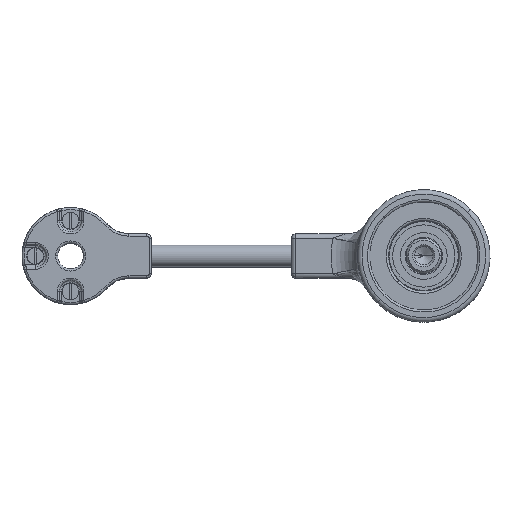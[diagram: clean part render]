
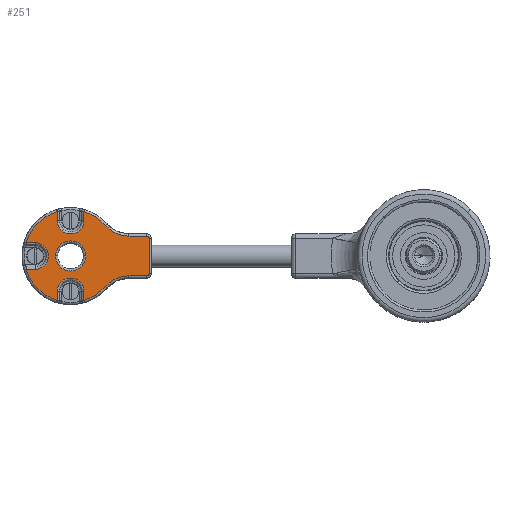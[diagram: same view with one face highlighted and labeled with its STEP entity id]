
A CAD part, top view. The second image highlights one B-rep face of the part: STEP entity #251.
In plain terms, the highlighted planar face has unit normal (0, 0, 1).
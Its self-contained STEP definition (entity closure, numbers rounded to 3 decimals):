
#222 = VERTEX_POINT('',#223);
#223 = CARTESIAN_POINT('',(3.4,0.,43.));
#232 = VERTEX_POINT('',#233);
#233 = CARTESIAN_POINT('',(-3.4,0.,43.));
#240 = EDGE_CURVE('',#222,#232,#241,.T.);
#241 = CIRCLE('',#242,3.4);
#242 = AXIS2_PLACEMENT_3D('',#243,#244,#245);
#243 = CARTESIAN_POINT('',(0.,0.,43.));
#244 = DIRECTION('',(0.,0.,-1.));
#245 = DIRECTION('',(1.,0.,0.));
#251 = ADVANCED_FACE('',(#252,#425),#435,.T.);
#252 = FACE_BOUND('',#253,.F.);
#253 = EDGE_LOOP('',(#254,#265,#273,#282,#290,#299,#307,#316,#325,#333,
    #342,#350,#359,#367,#376,#384,#393,#401,#410,#418));
#254 = ORIENTED_EDGE('',*,*,#255,.F.);
#255 = EDGE_CURVE('',#256,#258,#260,.T.);
#256 = VERTEX_POINT('',#257);
#257 = CARTESIAN_POINT('',(13.232,4.5,43.));
#258 = VERTEX_POINT('',#259);
#259 = CARTESIAN_POINT('',(7.898,6.919,43.));
#260 = CIRCLE('',#261,7.091);
#261 = AXIS2_PLACEMENT_3D('',#262,#263,#264);
#262 = CARTESIAN_POINT('',(13.232,11.591,43.));
#263 = DIRECTION('',(0.,0.,-1.));
#264 = DIRECTION('',(0.,-1.,0.));
#265 = ORIENTED_EDGE('',*,*,#266,.F.);
#266 = EDGE_CURVE('',#267,#256,#269,.T.);
#267 = VERTEX_POINT('',#268);
#268 = CARTESIAN_POINT('',(17.274,4.5,43.));
#269 = LINE('',#270,#271);
#270 = CARTESIAN_POINT('',(17.274,4.5,43.));
#271 = VECTOR('',#272,1.);
#272 = DIRECTION('',(-1.,0.,0.));
#273 = ORIENTED_EDGE('',*,*,#274,.F.);
#274 = EDGE_CURVE('',#275,#267,#277,.T.);
#275 = VERTEX_POINT('',#276);
#276 = CARTESIAN_POINT('',(17.774,4.,43.));
#277 = CIRCLE('',#278,0.5);
#278 = AXIS2_PLACEMENT_3D('',#279,#280,#281);
#279 = CARTESIAN_POINT('',(17.274,4.,43.));
#280 = DIRECTION('',(0.,0.,1.));
#281 = DIRECTION('',(1.,0.,-0.));
#282 = ORIENTED_EDGE('',*,*,#283,.F.);
#283 = EDGE_CURVE('',#284,#275,#286,.T.);
#284 = VERTEX_POINT('',#285);
#285 = CARTESIAN_POINT('',(17.774,-4.,43.));
#286 = LINE('',#287,#288);
#287 = CARTESIAN_POINT('',(17.774,-4.,43.));
#288 = VECTOR('',#289,1.);
#289 = DIRECTION('',(0.,1.,0.));
#290 = ORIENTED_EDGE('',*,*,#291,.F.);
#291 = EDGE_CURVE('',#292,#284,#294,.T.);
#292 = VERTEX_POINT('',#293);
#293 = CARTESIAN_POINT('',(17.274,-4.5,43.));
#294 = CIRCLE('',#295,0.5);
#295 = AXIS2_PLACEMENT_3D('',#296,#297,#298);
#296 = CARTESIAN_POINT('',(17.274,-4.,43.));
#297 = DIRECTION('',(0.,0.,1.));
#298 = DIRECTION('',(0.,-1.,0.));
#299 = ORIENTED_EDGE('',*,*,#300,.F.);
#300 = EDGE_CURVE('',#301,#292,#303,.T.);
#301 = VERTEX_POINT('',#302);
#302 = CARTESIAN_POINT('',(13.232,-4.5,43.));
#303 = LINE('',#304,#305);
#304 = CARTESIAN_POINT('',(13.232,-4.5,43.));
#305 = VECTOR('',#306,1.);
#306 = DIRECTION('',(1.,0.,0.));
#307 = ORIENTED_EDGE('',*,*,#308,.F.);
#308 = EDGE_CURVE('',#309,#301,#311,.T.);
#309 = VERTEX_POINT('',#310);
#310 = CARTESIAN_POINT('',(7.898,-6.919,43.));
#311 = CIRCLE('',#312,7.091);
#312 = AXIS2_PLACEMENT_3D('',#313,#314,#315);
#313 = CARTESIAN_POINT('',(13.232,-11.591,43.));
#314 = DIRECTION('',(0.,0.,-1.));
#315 = DIRECTION('',(-0.752,0.659,0.));
#316 = ORIENTED_EDGE('',*,*,#317,.F.);
#317 = EDGE_CURVE('',#318,#309,#320,.T.);
#318 = VERTEX_POINT('',#319);
#319 = CARTESIAN_POINT('',(3.,-10.062,43.));
#320 = CIRCLE('',#321,10.5);
#321 = AXIS2_PLACEMENT_3D('',#322,#323,#324);
#322 = CARTESIAN_POINT('',(0.,0.,43.));
#323 = DIRECTION('',(0.,0.,1.));
#324 = DIRECTION('',(0.286,-0.958,0.));
#325 = ORIENTED_EDGE('',*,*,#326,.F.);
#326 = EDGE_CURVE('',#327,#318,#329,.T.);
#327 = VERTEX_POINT('',#328);
#328 = CARTESIAN_POINT('',(3.,-8.,43.));
#329 = LINE('',#330,#331);
#330 = CARTESIAN_POINT('',(3.,-8.,43.));
#331 = VECTOR('',#332,1.);
#332 = DIRECTION('',(0.,-1.,0.));
#333 = ORIENTED_EDGE('',*,*,#334,.F.);
#334 = EDGE_CURVE('',#335,#327,#337,.T.);
#335 = VERTEX_POINT('',#336);
#336 = CARTESIAN_POINT('',(-3.,-8.,43.));
#337 = CIRCLE('',#338,3.);
#338 = AXIS2_PLACEMENT_3D('',#339,#340,#341);
#339 = CARTESIAN_POINT('',(0.,-8.,43.));
#340 = DIRECTION('',(0.,0.,-1.));
#341 = DIRECTION('',(-1.,0.,0.));
#342 = ORIENTED_EDGE('',*,*,#343,.F.);
#343 = EDGE_CURVE('',#344,#335,#346,.T.);
#344 = VERTEX_POINT('',#345);
#345 = CARTESIAN_POINT('',(-3.,-10.062,43.));
#346 = LINE('',#347,#348);
#347 = CARTESIAN_POINT('',(-3.,-10.062,43.));
#348 = VECTOR('',#349,1.);
#349 = DIRECTION('',(0.,1.,0.));
#350 = ORIENTED_EDGE('',*,*,#351,.F.);
#351 = EDGE_CURVE('',#352,#344,#354,.T.);
#352 = VERTEX_POINT('',#353);
#353 = CARTESIAN_POINT('',(-10.062,-3.,43.));
#354 = CIRCLE('',#355,10.5);
#355 = AXIS2_PLACEMENT_3D('',#356,#357,#358);
#356 = CARTESIAN_POINT('',(0.,0.,43.));
#357 = DIRECTION('',(0.,0.,1.));
#358 = DIRECTION('',(-0.958,-0.286,0.));
#359 = ORIENTED_EDGE('',*,*,#360,.F.);
#360 = EDGE_CURVE('',#361,#352,#363,.T.);
#361 = VERTEX_POINT('',#362);
#362 = CARTESIAN_POINT('',(-8.,-3.,43.));
#363 = LINE('',#364,#365);
#364 = CARTESIAN_POINT('',(-8.,-3.,43.));
#365 = VECTOR('',#366,1.);
#366 = DIRECTION('',(-1.,0.,0.));
#367 = ORIENTED_EDGE('',*,*,#368,.F.);
#368 = EDGE_CURVE('',#369,#361,#371,.T.);
#369 = VERTEX_POINT('',#370);
#370 = CARTESIAN_POINT('',(-8.,3.,43.));
#371 = CIRCLE('',#372,3.);
#372 = AXIS2_PLACEMENT_3D('',#373,#374,#375);
#373 = CARTESIAN_POINT('',(-8.,0.,43.));
#374 = DIRECTION('',(0.,0.,-1.));
#375 = DIRECTION('',(0.,1.,0.));
#376 = ORIENTED_EDGE('',*,*,#377,.F.);
#377 = EDGE_CURVE('',#378,#369,#380,.T.);
#378 = VERTEX_POINT('',#379);
#379 = CARTESIAN_POINT('',(-10.062,3.,43.));
#380 = LINE('',#381,#382);
#381 = CARTESIAN_POINT('',(-10.062,3.,43.));
#382 = VECTOR('',#383,1.);
#383 = DIRECTION('',(1.,0.,0.));
#384 = ORIENTED_EDGE('',*,*,#385,.F.);
#385 = EDGE_CURVE('',#386,#378,#388,.T.);
#386 = VERTEX_POINT('',#387);
#387 = CARTESIAN_POINT('',(-3.,10.062,43.));
#388 = CIRCLE('',#389,10.5);
#389 = AXIS2_PLACEMENT_3D('',#390,#391,#392);
#390 = CARTESIAN_POINT('',(0.,0.,43.));
#391 = DIRECTION('',(0.,0.,1.));
#392 = DIRECTION('',(-0.286,0.958,0.));
#393 = ORIENTED_EDGE('',*,*,#394,.F.);
#394 = EDGE_CURVE('',#395,#386,#397,.T.);
#395 = VERTEX_POINT('',#396);
#396 = CARTESIAN_POINT('',(-3.,8.,43.));
#397 = LINE('',#398,#399);
#398 = CARTESIAN_POINT('',(-3.,8.,43.));
#399 = VECTOR('',#400,1.);
#400 = DIRECTION('',(0.,1.,0.));
#401 = ORIENTED_EDGE('',*,*,#402,.F.);
#402 = EDGE_CURVE('',#403,#395,#405,.T.);
#403 = VERTEX_POINT('',#404);
#404 = CARTESIAN_POINT('',(3.,8.,43.));
#405 = CIRCLE('',#406,3.);
#406 = AXIS2_PLACEMENT_3D('',#407,#408,#409);
#407 = CARTESIAN_POINT('',(0.,8.,43.));
#408 = DIRECTION('',(0.,0.,-1.));
#409 = DIRECTION('',(1.,0.,0.));
#410 = ORIENTED_EDGE('',*,*,#411,.F.);
#411 = EDGE_CURVE('',#412,#403,#414,.T.);
#412 = VERTEX_POINT('',#413);
#413 = CARTESIAN_POINT('',(3.,10.062,43.));
#414 = LINE('',#415,#416);
#415 = CARTESIAN_POINT('',(3.,10.062,43.));
#416 = VECTOR('',#417,1.);
#417 = DIRECTION('',(0.,-1.,0.));
#418 = ORIENTED_EDGE('',*,*,#419,.F.);
#419 = EDGE_CURVE('',#258,#412,#420,.T.);
#420 = CIRCLE('',#421,10.5);
#421 = AXIS2_PLACEMENT_3D('',#422,#423,#424);
#422 = CARTESIAN_POINT('',(0.,0.,43.));
#423 = DIRECTION('',(0.,0.,1.));
#424 = DIRECTION('',(0.752,0.659,-0.));
#425 = FACE_BOUND('',#426,.F.);
#426 = EDGE_LOOP('',(#427,#434));
#427 = ORIENTED_EDGE('',*,*,#428,.F.);
#428 = EDGE_CURVE('',#232,#222,#429,.T.);
#429 = CIRCLE('',#430,3.4);
#430 = AXIS2_PLACEMENT_3D('',#431,#432,#433);
#431 = CARTESIAN_POINT('',(0.,0.,43.));
#432 = DIRECTION('',(0.,0.,-1.));
#433 = DIRECTION('',(-1.,0.,0.));
#434 = ORIENTED_EDGE('',*,*,#240,.F.);
#435 = PLANE('',#436);
#436 = AXIS2_PLACEMENT_3D('',#437,#438,#439);
#437 = CARTESIAN_POINT('',(0.,0.,43.));
#438 = DIRECTION('',(0.,0.,1.));
#439 = DIRECTION('',(1.,0.,-0.));
